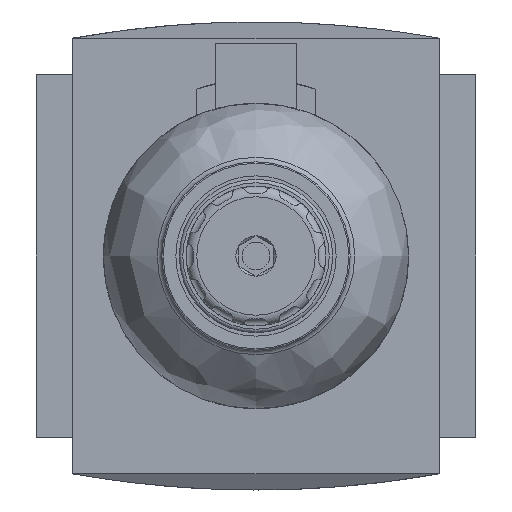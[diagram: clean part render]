
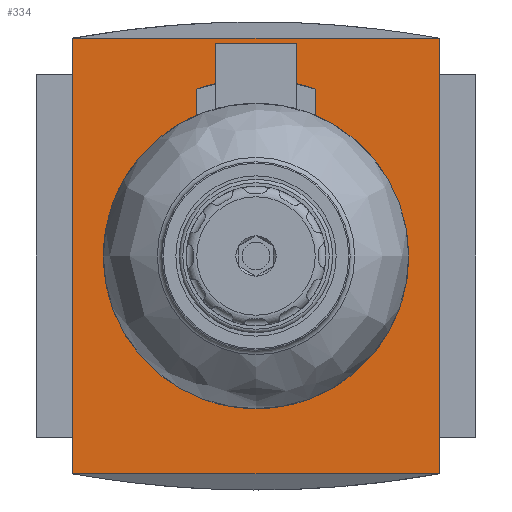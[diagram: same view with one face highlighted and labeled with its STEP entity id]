
A CAD part, front view. The second image highlights one B-rep face of the part: STEP entity #334.
In plain terms, the highlighted planar face has unit normal (0, -1, 0).
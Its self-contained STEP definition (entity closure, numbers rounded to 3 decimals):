
#334 = ADVANCED_FACE( '', ( #1093 ), #1094, .F. );
#1093 = FACE_OUTER_BOUND( '', #2382, .T. );
#1094 = PLANE( '', #2383 );
#2382 = EDGE_LOOP( '', ( #4365, #4366, #4367, #4368 ) );
#2383 = AXIS2_PLACEMENT_3D( '', #4369, #4370, #4371 );
#4365 = ORIENTED_EDGE( '', *, *, #8705, .F. );
#4366 = ORIENTED_EDGE( '', *, *, #8699, .T. );
#4367 = ORIENTED_EDGE( '', *, *, #8706, .F. );
#4368 = ORIENTED_EDGE( '', *, *, #8701, .T. );
#4369 = CARTESIAN_POINT( '', ( 0., -37.5, 116.435 ) );
#4370 = DIRECTION( '', ( 0., 1., 0. ) );
#4371 = DIRECTION( '', ( 0., 0., 1. ) );
#8699 = EDGE_CURVE( '', #10498, #10499, #10500, .T. );
#8701 = EDGE_CURVE( '', #10502, #10503, #10504, .T. );
#8705 = EDGE_CURVE( '', #10498, #10503, #10508, .T. );
#8706 = EDGE_CURVE( '', #10502, #10499, #10509, .T. );
#10498 = VERTEX_POINT( '', #13465 );
#10499 = VERTEX_POINT( '', #13466 );
#10500 = LINE( '', #13467, #13468 );
#10502 = VERTEX_POINT( '', #13470 );
#10503 = VERTEX_POINT( '', #13471 );
#10504 = LINE( '', #13472, #13473 );
#10508 = LINE( '', #13479, #13480 );
#10509 = LINE( '', #13481, #13482 );
#13465 = CARTESIAN_POINT( '', ( -26.25, -37.5, -31.25 ) );
#13466 = CARTESIAN_POINT( '', ( 26.25, -37.5, -31.25 ) );
#13467 = CARTESIAN_POINT( '', ( 0., -37.5, -31.25 ) );
#13468 = VECTOR( '', #18463, 1000. );
#13470 = CARTESIAN_POINT( '', ( 26.25, -37.5, 31.25 ) );
#13471 = CARTESIAN_POINT( '', ( -26.25, -37.5, 31.25 ) );
#13472 = CARTESIAN_POINT( '', ( 0., -37.5, 31.25 ) );
#13473 = VECTOR( '', #18467, 1000. );
#13479 = CARTESIAN_POINT( '', ( -26.25, -37.5, -31.25 ) );
#13480 = VECTOR( '', #18473, 1000. );
#13481 = CARTESIAN_POINT( '', ( 26.25, -37.5, 31.25 ) );
#13482 = VECTOR( '', #18474, 1000. );
#18463 = DIRECTION( '', ( 1., 0., 0. ) );
#18467 = DIRECTION( '', ( -1., 0., 0. ) );
#18473 = DIRECTION( '', ( 0., 0., 1. ) );
#18474 = DIRECTION( '', ( 0., 0., -1. ) );
